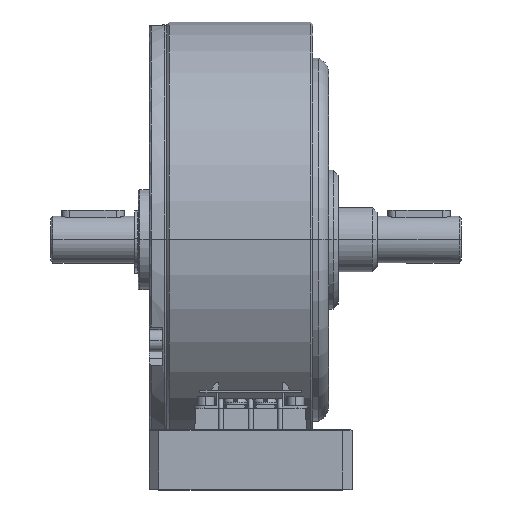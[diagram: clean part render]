
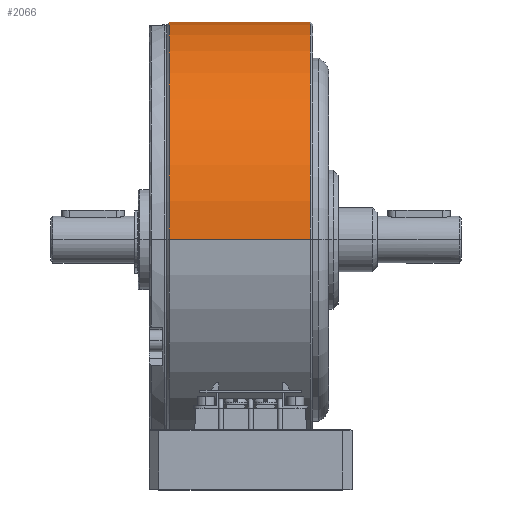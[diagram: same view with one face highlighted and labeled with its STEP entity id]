
A CAD part, top view. The second image highlights one B-rep face of the part: STEP entity #2066.
In plain terms, the highlighted cylindrical face has radius 69.647 mm (diameter 139.294 mm), a partial arc.
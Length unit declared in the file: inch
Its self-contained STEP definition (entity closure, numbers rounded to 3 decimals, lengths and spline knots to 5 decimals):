
#343 = CIRCLE ( 'NONE', #11026, 2.742 ) ;
#507 = VECTOR ( 'NONE', #22504, 39.37008 ) ;
#1206 = LINE ( 'NONE', #11539, #507 ) ;
#1880 = AXIS2_PLACEMENT_3D ( 'NONE', #11906, #8111, #3829 ) ;
#2066 = ADVANCED_FACE ( 'NONE', ( #15711 ), #18733, .T. ) ;
#3569 = CARTESIAN_POINT ( 'NONE',  ( 0.313, 0., 2.742 ) ) ;
#3829 = DIRECTION ( 'NONE',  ( 0., 0., 1. ) ) ;
#3873 = ORIENTED_EDGE ( 'NONE', *, *, #13807, .T. ) ;
#5487 = VERTEX_POINT ( 'NONE', #5735 ) ;
#5735 = CARTESIAN_POINT ( 'NONE',  ( 2.09, 0., 2.742 ) ) ;
#6463 = DIRECTION ( 'NONE',  ( -1., 0., 0. ) ) ;
#6709 = AXIS2_PLACEMENT_3D ( 'NONE', #19433, #6463, #21659 ) ;
#7312 = CIRCLE ( 'NONE', #6709, 2.742 ) ;
#8008 = DIRECTION ( 'NONE',  ( 1., 0., 0. ) ) ;
#8111 = DIRECTION ( 'NONE',  ( -1., 0., 0. ) ) ;
#10205 = ORIENTED_EDGE ( 'NONE', *, *, #23487, .T. ) ;
#10394 = EDGE_CURVE ( 'NONE', #5487, #10574, #1206, .T. ) ;
#10574 = VERTEX_POINT ( 'NONE', #3569 ) ;
#10719 = EDGE_LOOP ( 'NONE', ( #10205, #3873, #13804, #11802 ) ) ;
#11026 = AXIS2_PLACEMENT_3D ( 'NONE', #21018, #8008, #23222 ) ;
#11539 = CARTESIAN_POINT ( 'NONE',  ( -0.47063, 0., 2.742 ) ) ;
#11802 = ORIENTED_EDGE ( 'NONE', *, *, #10394, .F. ) ;
#11906 = CARTESIAN_POINT ( 'NONE',  ( -0.47063, 0., 0. ) ) ;
#12006 = VERTEX_POINT ( 'NONE', #12371 ) ;
#12371 = CARTESIAN_POINT ( 'NONE',  ( 0.313, 0., -2.742 ) ) ;
#12932 = EDGE_CURVE ( 'NONE', #12006, #10574, #343, .T. ) ;
#13804 = ORIENTED_EDGE ( 'NONE', *, *, #12932, .T. ) ;
#13807 = EDGE_CURVE ( 'NONE', #19633, #12006, #19255, .T. ) ;
#13846 = CARTESIAN_POINT ( 'NONE',  ( 2.09, 0., -2.742 ) ) ;
#14873 = VECTOR ( 'NONE', #22368, 39.37008 ) ;
#15711 = FACE_OUTER_BOUND ( 'NONE', #10719, .T. ) ;
#18733 = CYLINDRICAL_SURFACE ( 'NONE', #1880, 2.742 ) ;
#19255 = LINE ( 'NONE', #20180, #14873 ) ;
#19433 = CARTESIAN_POINT ( 'NONE',  ( 2.09, 0., 0. ) ) ;
#19633 = VERTEX_POINT ( 'NONE', #13846 ) ;
#20180 = CARTESIAN_POINT ( 'NONE',  ( -0.47063, 0., -2.742 ) ) ;
#21018 = CARTESIAN_POINT ( 'NONE',  ( 0.313, 0., 0. ) ) ;
#21659 = DIRECTION ( 'NONE',  ( 0., 0., 1. ) ) ;
#22368 = DIRECTION ( 'NONE',  ( -1., 0., 0. ) ) ;
#22504 = DIRECTION ( 'NONE',  ( -1., 0., 0. ) ) ;
#23222 = DIRECTION ( 'NONE',  ( 0., 0., 1. ) ) ;
#23487 = EDGE_CURVE ( 'NONE', #5487, #19633, #7312, .T. ) ;
